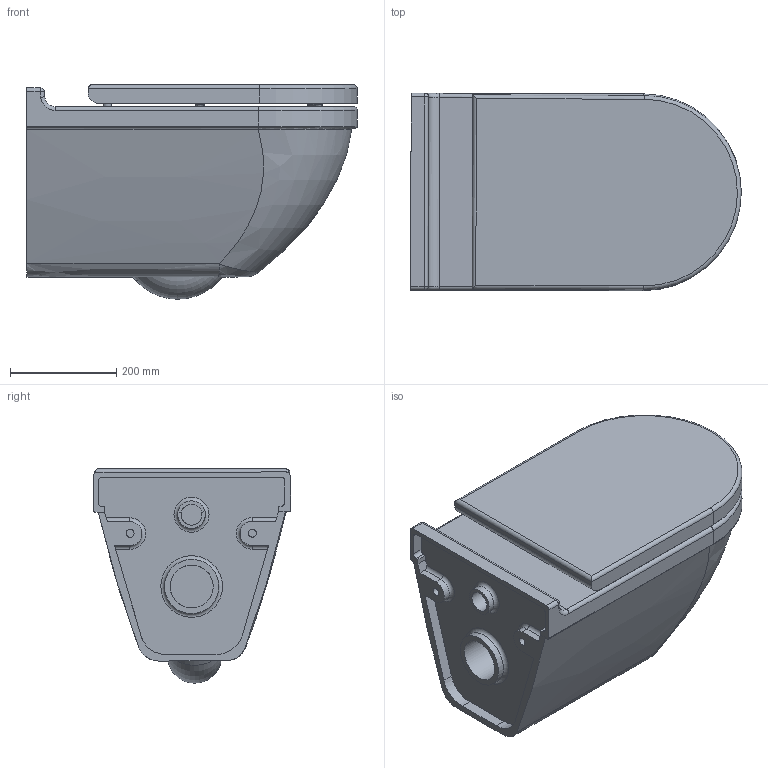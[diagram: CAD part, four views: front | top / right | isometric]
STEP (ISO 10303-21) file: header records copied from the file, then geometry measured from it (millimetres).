
FILE_DESCRIPTION((''),'2;1');
FILE_NAME('222609.stp','2012-02-29T15:20:55',('Administrator'),(''),'Autodesk Inventor 2011','Autodesk Inventor 2011','');
FILE_SCHEMA(('CONFIG_CONTROL_DESIGN'));
Length unit declared in the file: millimetre
Products named in the file (3): 222609; Sitz_222609
Assembly tree (2 placements, depth 2):
  222609
    222609
    Sitz_222609
Bounding box: 621.71 x 371.22 x 403.05 mm (x, y, z)
Volume: 40664250.4 mm3; surface area: 1566973.9 mm2
Topology: 2 solids, 2 shells, 194 faces, 460 edges, 283 vertices
Faces by surface type: plane 70, cylinder 65, bspline 43, torus 14, sphere 2
Full cylindrical faces by diameter (mm): 15 x6, 39.258 x1, 52 x1, 80.759 x1, 102 x3
Entity records: 7888 total; most frequent: CARTESIAN_POINT 3655, ORIENTED_EDGE 878, DIRECTION 800, EDGE_CURVE 439, AXIS2_PLACEMENT_3D 314, VERTEX_POINT 281, EDGE_LOOP 228, FACE_OUTER_BOUND 194
